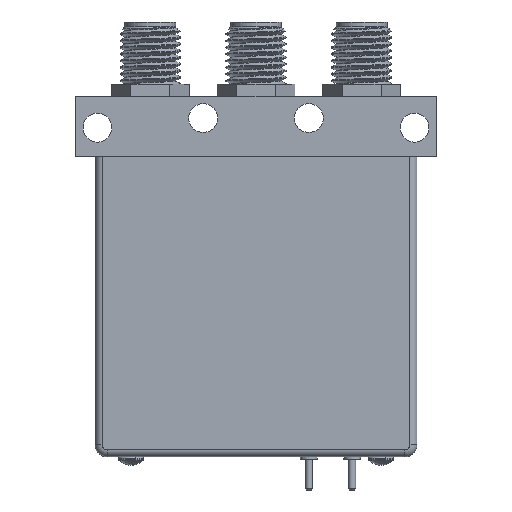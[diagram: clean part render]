
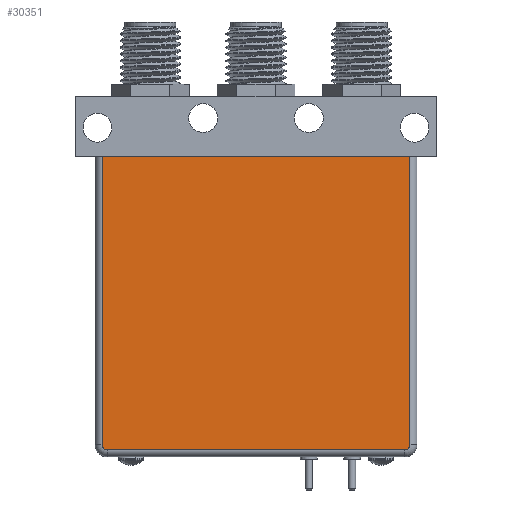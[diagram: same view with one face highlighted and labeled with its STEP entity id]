
A CAD part, front view. The second image highlights one B-rep face of the part: STEP entity #30351.
In plain terms, the highlighted planar face has unit normal (0, -1, 0).
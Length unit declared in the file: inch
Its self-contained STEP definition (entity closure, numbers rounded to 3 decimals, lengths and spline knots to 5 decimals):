
#447 = VERTEX_POINT ( 'NONE', #43771 ) ;
#1215 = DIRECTION ( 'NONE',  ( 0., 0., -1. ) ) ;
#1571 = FACE_OUTER_BOUND ( 'NONE', #20085, .T. ) ;
#1583 = ORIENTED_EDGE ( 'NONE', *, *, #50243, .T. ) ;
#2865 = DIRECTION ( 'NONE',  ( -1., 0., 0. ) ) ;
#2919 = DIRECTION ( 'NONE',  ( 1., 0., 0. ) ) ;
#2944 = CIRCLE ( 'NONE', #11343, 0.02 ) ;
#2953 = VERTEX_POINT ( 'NONE', #29931 ) ;
#6713 = AXIS2_PLACEMENT_3D ( 'NONE', #23363, #18910, #1215 ) ;
#8163 = DIRECTION ( 'NONE',  ( 0., 0., 1. ) ) ;
#8675 = EDGE_CURVE ( 'NONE', #38677, #2953, #2944, .T. ) ;
#9915 = CARTESIAN_POINT ( 'NONE',  ( -0.64, -0.253, 0.5 ) ) ;
#11343 = AXIS2_PLACEMENT_3D ( 'NONE', #26648, #55694, #18921 ) ;
#12828 = CARTESIAN_POINT ( 'NONE',  ( 0.64, -0.253, 0.5 ) ) ;
#13419 = LINE ( 'NONE', #40205, #45405 ) ;
#17067 = LINE ( 'NONE', #12828, #22135 ) ;
#17672 = DIRECTION ( 'NONE',  ( 0., -1., 0. ) ) ;
#18910 = DIRECTION ( 'NONE',  ( 0., -1., 0. ) ) ;
#18921 = DIRECTION ( 'NONE',  ( 0., 0., -1. ) ) ;
#20085 = EDGE_LOOP ( 'NONE', ( #44256, #37823, #1583, #28122, #32435, #26619 ) ) ;
#20516 = CARTESIAN_POINT ( 'NONE',  ( 0.64, -0.253, 0.5 ) ) ;
#21397 = CARTESIAN_POINT ( 'NONE',  ( 0.62, -0.253, -0.72 ) ) ;
#21934 = CARTESIAN_POINT ( 'NONE',  ( -0.64, -0.253, -0.7 ) ) ;
#22135 = VECTOR ( 'NONE', #8163, 39.37008 ) ;
#23363 = CARTESIAN_POINT ( 'NONE',  ( 0., -0.253, 0. ) ) ;
#23615 = VECTOR ( 'NONE', #58571, 39.37008 ) ;
#26619 = ORIENTED_EDGE ( 'NONE', *, *, #52096, .T. ) ;
#26648 = CARTESIAN_POINT ( 'NONE',  ( 0.62, -0.253, -0.7 ) ) ;
#28122 = ORIENTED_EDGE ( 'NONE', *, *, #58406, .T. ) ;
#29773 = CIRCLE ( 'NONE', #51959, 0.02 ) ;
#29931 = CARTESIAN_POINT ( 'NONE',  ( 0.64, -0.253, -0.7 ) ) ;
#30351 = ADVANCED_FACE ( 'NONE', ( #1571 ), #52402, .T. ) ;
#32435 = ORIENTED_EDGE ( 'NONE', *, *, #8675, .T. ) ;
#32915 = CARTESIAN_POINT ( 'NONE',  ( 0.62, -0.253, -0.72 ) ) ;
#33334 = LINE ( 'NONE', #21397, #55914 ) ;
#35199 = CARTESIAN_POINT ( 'NONE',  ( -0.64, -0.253, -0.7 ) ) ;
#37823 = ORIENTED_EDGE ( 'NONE', *, *, #48784, .T. ) ;
#38677 = VERTEX_POINT ( 'NONE', #32915 ) ;
#40050 = VERTEX_POINT ( 'NONE', #20516 ) ;
#40205 = CARTESIAN_POINT ( 'NONE',  ( 0., -0.253, 0.5 ) ) ;
#40273 = VERTEX_POINT ( 'NONE', #21934 ) ;
#43227 = LINE ( 'NONE', #35199, #23615 ) ;
#43771 = CARTESIAN_POINT ( 'NONE',  ( -0.62, -0.253, -0.72 ) ) ;
#44256 = ORIENTED_EDGE ( 'NONE', *, *, #52947, .T. ) ;
#45405 = VECTOR ( 'NONE', #2865, 39.37008 ) ;
#48784 = EDGE_CURVE ( 'NONE', #55060, #40273, #43227, .T. ) ;
#50243 = EDGE_CURVE ( 'NONE', #40273, #447, #29773, .T. ) ;
#51959 = AXIS2_PLACEMENT_3D ( 'NONE', #54864, #17672, #58922 ) ;
#52096 = EDGE_CURVE ( 'NONE', #2953, #40050, #17067, .T. ) ;
#52402 = PLANE ( 'NONE',  #6713 ) ;
#52947 = EDGE_CURVE ( 'NONE', #40050, #55060, #13419, .T. ) ;
#54864 = CARTESIAN_POINT ( 'NONE',  ( -0.62, -0.253, -0.7 ) ) ;
#55060 = VERTEX_POINT ( 'NONE', #9915 ) ;
#55694 = DIRECTION ( 'NONE',  ( 0., -1., 0. ) ) ;
#55914 = VECTOR ( 'NONE', #2919, 39.37008 ) ;
#58406 = EDGE_CURVE ( 'NONE', #447, #38677, #33334, .T. ) ;
#58571 = DIRECTION ( 'NONE',  ( 0., 0., -1. ) ) ;
#58922 = DIRECTION ( 'NONE',  ( 0., 0., -1. ) ) ;
